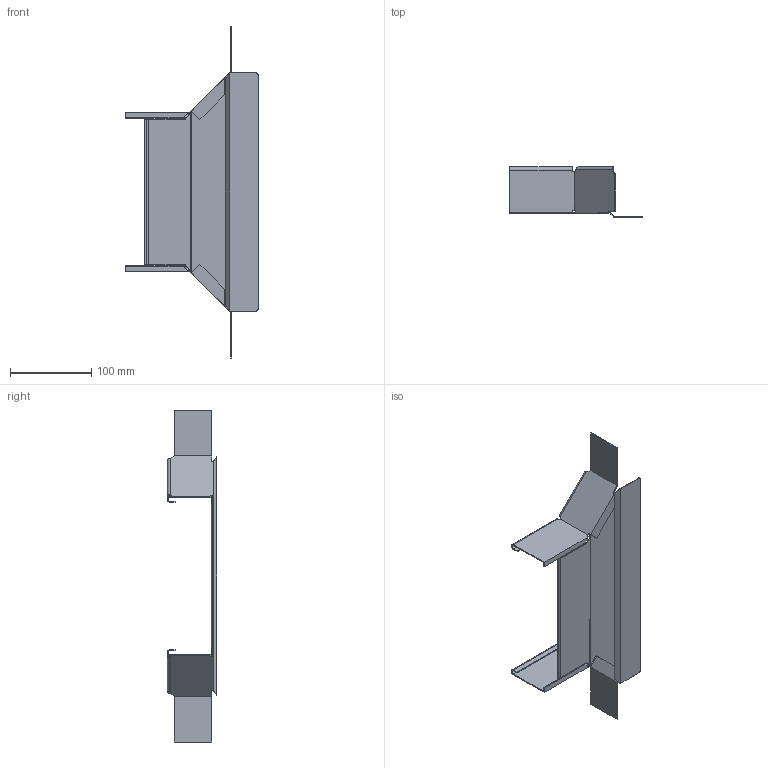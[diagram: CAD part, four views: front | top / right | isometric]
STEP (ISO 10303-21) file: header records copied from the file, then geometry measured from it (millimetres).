
FILE_DESCRIPTION (( 'STEP AP214' ), '1' );
FILE_NAME ('7121862.STEP', '2025-02-11T08:06:49', ( '' ), ( '' ), 'SwSTEP 2.0', 'SolidWorks 2024', '' );
FILE_SCHEMA (( 'AUTOMOTIVE_DESIGN' ));
Length unit declared in the file: millimetre
Products named in the file (4): 180291_60 L; 7121862; 180291_60 R; 167752_200
Assembly tree (3 placements, depth 2):
  7121862
    167752_200
    180291_60 L
    180291_60 R
Bounding box: 163.11 x 61.25 x 408.27 mm (x, y, z)
Volume: 59351.5 mm3; surface area: 123753.5 mm2
Topology: 3 solids, 3 shells, 158 faces, 426 edges, 274 vertices
Faces by surface type: plane 106, cylinder 28, bspline 24
Entity records: 5775 total; most frequent: CARTESIAN_POINT 2002, ORIENTED_EDGE 852, DIRECTION 618, EDGE_CURVE 426, VERTEX_POINT 274, VECTOR 246, LINE 246, AXIS2_PLACEMENT_3D 186
